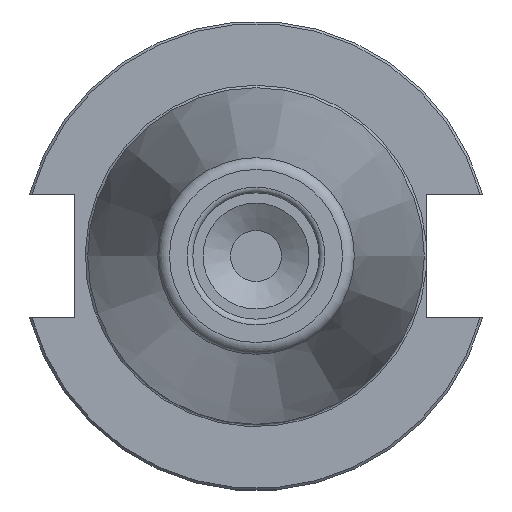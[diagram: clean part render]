
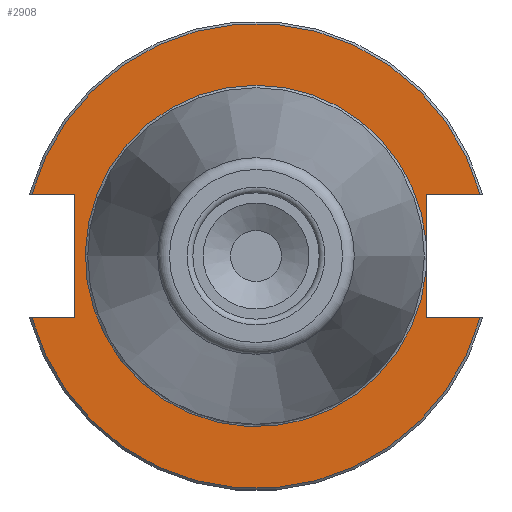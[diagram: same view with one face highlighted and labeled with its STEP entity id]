
A CAD part, left-side view. The second image highlights one B-rep face of the part: STEP entity #2908.
In plain terms, the highlighted planar face has unit normal (-1, 0, 0).
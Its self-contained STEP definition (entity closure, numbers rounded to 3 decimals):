
#191=CIRCLE('',#3171,48.25);
#194=CIRCLE('',#3175,48.25);
#195=CIRCLE('',#3177,35.429);
#196=CIRCLE('',#3178,35.429);
#336=FACE_OUTER_BOUND('',#522,.T.);
#522=EDGE_LOOP('',(#2150,#2151,#2152,#2153,#2154,#2155,#2156,#2157,#2158,
#2159,#2160));
#706=LINE('',#4580,#947);
#713=LINE('',#4624,#954);
#715=LINE('',#4628,#956);
#722=LINE('',#4687,#963);
#723=LINE('',#4697,#964);
#730=LINE('',#4741,#971);
#736=LINE('',#4786,#977);
#947=VECTOR('',#3626,10.);
#954=VECTOR('',#3635,10.);
#956=VECTOR('',#3637,10.);
#963=VECTOR('',#3646,10.);
#964=VECTOR('',#3653,10.);
#971=VECTOR('',#3662,10.);
#977=VECTOR('',#3670,10.);
#1236=VERTEX_POINT('',#4574);
#1238=VERTEX_POINT('',#4579);
#1249=VERTEX_POINT('',#4623);
#1250=VERTEX_POINT('',#4625);
#1251=VERTEX_POINT('',#4627);
#1255=VERTEX_POINT('',#4646);
#1264=VERTEX_POINT('',#4691);
#1266=VERTEX_POINT('',#4696);
#1277=VERTEX_POINT('',#4740);
#1279=VERTEX_POINT('',#4745);
#1292=VERTEX_POINT('',#4805);
#1547=EDGE_CURVE('',#1238,#1236,#706,.T.);
#1559=EDGE_CURVE('',#1249,#1238,#713,.T.);
#1561=EDGE_CURVE('',#1251,#1250,#715,.T.);
#1575=EDGE_CURVE('',#1255,#1251,#722,.T.);
#1578=EDGE_CURVE('',#1266,#1264,#723,.T.);
#1590=EDGE_CURVE('',#1277,#1266,#730,.T.);
#1602=EDGE_CURVE('',#1279,#1277,#736,.T.);
#1609=EDGE_CURVE('',#1255,#1264,#191,.T.);
#1612=EDGE_CURVE('',#1279,#1236,#194,.T.);
#1613=EDGE_CURVE('',#1250,#1292,#195,.T.);
#1614=EDGE_CURVE('',#1292,#1249,#196,.T.);
#2150=ORIENTED_EDGE('',*,*,#1559,.T.);
#2151=ORIENTED_EDGE('',*,*,#1547,.T.);
#2152=ORIENTED_EDGE('',*,*,#1612,.F.);
#2153=ORIENTED_EDGE('',*,*,#1602,.T.);
#2154=ORIENTED_EDGE('',*,*,#1590,.T.);
#2155=ORIENTED_EDGE('',*,*,#1578,.T.);
#2156=ORIENTED_EDGE('',*,*,#1609,.F.);
#2157=ORIENTED_EDGE('',*,*,#1575,.T.);
#2158=ORIENTED_EDGE('',*,*,#1561,.T.);
#2159=ORIENTED_EDGE('',*,*,#1613,.T.);
#2160=ORIENTED_EDGE('',*,*,#1614,.T.);
#2777=PLANE('',#3176);
#2908=ADVANCED_FACE('',(#336),#2777,.T.);
#3171=AXIS2_PLACEMENT_3D('',#4799,#3687,#3688);
#3175=AXIS2_PLACEMENT_3D('',#4803,#3695,#3696);
#3176=AXIS2_PLACEMENT_3D('',#4804,#3697,#3698);
#3177=AXIS2_PLACEMENT_3D('',#4806,#3699,#3700);
#3178=AXIS2_PLACEMENT_3D('',#4807,#3701,#3702);
#3626=DIRECTION('',(0.,-1.,0.));
#3635=DIRECTION('',(0.,0.,1.));
#3637=DIRECTION('',(0.,0.,1.));
#3646=DIRECTION('',(0.,1.,0.));
#3653=DIRECTION('',(0.,1.,0.));
#3662=DIRECTION('',(0.,0.,-1.));
#3670=DIRECTION('',(0.,-1.,0.));
#3687=DIRECTION('center_axis',(1.,0.,0.));
#3688=DIRECTION('ref_axis',(0.,0.,-1.));
#3695=DIRECTION('center_axis',(1.,0.,0.));
#3696=DIRECTION('ref_axis',(0.,0.,-1.));
#3697=DIRECTION('center_axis',(-1.,0.,0.));
#3698=DIRECTION('ref_axis',(0.,0.,1.));
#3699=DIRECTION('center_axis',(1.,0.,0.));
#3700=DIRECTION('ref_axis',(0.,0.,-1.));
#3701=DIRECTION('center_axis',(1.,0.,0.));
#3702=DIRECTION('ref_axis',(0.,0.,-1.));
#4574=CARTESIAN_POINT('',(1.5,-46.514,12.825));
#4579=CARTESIAN_POINT('',(1.5,-35.3,12.825));
#4580=CARTESIAN_POINT('',(1.5,6.475,12.825));
#4623=CARTESIAN_POINT('',(1.5,-35.3,3.016));
#4624=CARTESIAN_POINT('',(1.5,-35.3,-6.413));
#4625=CARTESIAN_POINT('',(1.5,-35.3,-3.016));
#4627=CARTESIAN_POINT('',(1.5,-35.3,-12.825));
#4628=CARTESIAN_POINT('',(1.5,-35.3,-6.413));
#4646=CARTESIAN_POINT('',(1.5,-46.514,-12.825));
#4687=CARTESIAN_POINT('',(1.5,-13.707,-12.825));
#4691=CARTESIAN_POINT('',(1.5,46.514,-12.825));
#4696=CARTESIAN_POINT('',(1.5,37.7,-12.825));
#4697=CARTESIAN_POINT('',(1.5,42.975,-12.825));
#4740=CARTESIAN_POINT('',(1.5,37.7,12.825));
#4741=CARTESIAN_POINT('',(1.5,37.7,6.413));
#4745=CARTESIAN_POINT('',(1.5,46.514,12.825));
#4786=CARTESIAN_POINT('',(1.5,61.395,12.825));
#4799=CARTESIAN_POINT('Origin',(1.5,0.,0.));
#4803=CARTESIAN_POINT('Origin',(1.5,0.,0.));
#4804=CARTESIAN_POINT('Origin',(1.5,48.25,0.));
#4805=CARTESIAN_POINT('',(1.5,0.,35.429));
#4806=CARTESIAN_POINT('Origin',(1.5,0.,0.));
#4807=CARTESIAN_POINT('Origin',(1.5,0.,0.));
